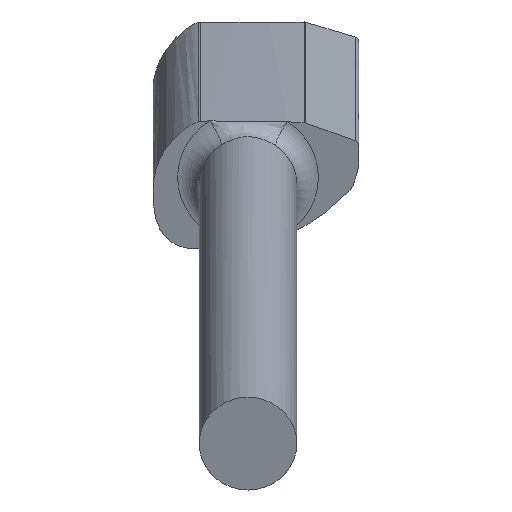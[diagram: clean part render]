
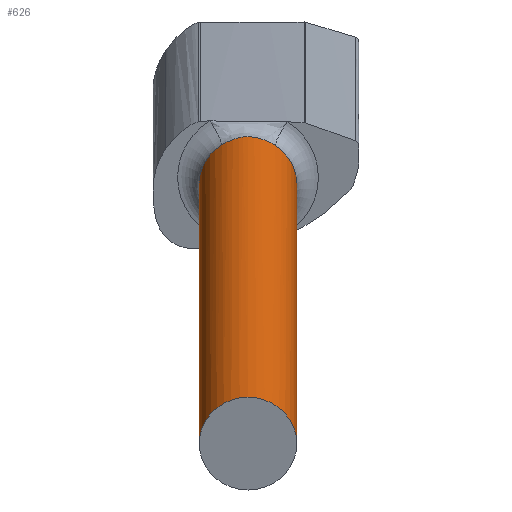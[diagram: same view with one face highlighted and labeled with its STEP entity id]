
A CAD part, top view. The second image highlights one B-rep face of the part: STEP entity #626.
In plain terms, the highlighted cylindrical face has radius 2.25 mm (diameter 4.5 mm), a full revolution.
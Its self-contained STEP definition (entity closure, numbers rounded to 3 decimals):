
#27=CYLINDRICAL_SURFACE('',#658,2.25);
#51=LINE('',#5508,#74);
#74=VECTOR('',#723,2.25);
#128=FACE_OUTER_BOUND('',#167,.T.);
#167=EDGE_LOOP('',(#564,#565,#566,#567,#568,#569,#570,#571));
#178=CIRCLE('',#659,2.25);
#179=CIRCLE('',#660,2.25);
#180=CIRCLE('',#661,2.25);
#242=B_SPLINE_CURVE_WITH_KNOTS('',3,(#5454,#5455,#5456,#5457,#5458,#5459,
#5460,#5461,#5462,#5463,#5464,#5465,#5466,#5467,#5468,#5469,#5470,#5471,
#5472),.UNSPECIFIED.,.F.,.F.,(4,3,3,3,3,3,4),(0.,0.,0.,
0.001,0.001,0.001,0.002),
 .UNSPECIFIED.);
#243=B_SPLINE_CURVE_WITH_KNOTS('',3,(#5476,#5477,#5478,#5479,#5480,#5481,
#5482,#5483,#5484,#5485,#5486,#5487,#5488,#5489,#5490,#5491,#5492,#5493,
#5494,#5495,#5496,#5497,#5498,#5499,#5500,#5501,#5502,#5503,#5504,#5505,
#5506),.UNSPECIFIED.,.F.,.F.,(4,3,3,3,3,3,3,3,3,3,4),(0.001,
0.001,0.001,0.002,0.002,
0.002,0.002,0.002,0.002,
0.002,0.003),.UNSPECIFIED.);
#244=B_SPLINE_CURVE_WITH_KNOTS('',3,(#5510,#5511,#5512,#5513,#5514,#5515,
#5516,#5517,#5518,#5519,#5520,#5521,#5522,#5523,#5524,#5525,#5526,#5527,
#5528,#5529,#5530,#5531,#5532,#5533,#5534,#5535,#5536,#5537,#5538,#5539,
#5540),.UNSPECIFIED.,.F.,.F.,(4,3,3,3,3,3,3,3,3,3,4),(0.,0.,
0.,0.001,0.001,0.001,
0.001,0.001,0.001,0.001,
0.001),.UNSPECIFIED.);
#299=VERTEX_POINT('',#5450);
#300=VERTEX_POINT('',#5451);
#301=VERTEX_POINT('',#5453);
#302=VERTEX_POINT('',#5473);
#303=VERTEX_POINT('',#5475);
#304=VERTEX_POINT('',#5507);
#389=EDGE_CURVE('',#299,#300,#178,.T.);
#390=EDGE_CURVE('',#301,#299,#242,.T.);
#391=EDGE_CURVE('',#302,#301,#179,.T.);
#392=EDGE_CURVE('',#303,#302,#243,.T.);
#393=EDGE_CURVE('',#303,#304,#51,.T.);
#394=EDGE_CURVE('',#304,#304,#180,.T.);
#395=EDGE_CURVE('',#300,#303,#244,.T.);
#564=ORIENTED_EDGE('',*,*,#389,.F.);
#565=ORIENTED_EDGE('',*,*,#390,.F.);
#566=ORIENTED_EDGE('',*,*,#391,.F.);
#567=ORIENTED_EDGE('',*,*,#392,.F.);
#568=ORIENTED_EDGE('',*,*,#393,.T.);
#569=ORIENTED_EDGE('',*,*,#394,.T.);
#570=ORIENTED_EDGE('',*,*,#393,.F.);
#571=ORIENTED_EDGE('',*,*,#395,.F.);
#626=ADVANCED_FACE('',(#128),#27,.T.);
#658=AXIS2_PLACEMENT_3D('',#5449,#717,#718);
#659=AXIS2_PLACEMENT_3D('',#5452,#719,#720);
#660=AXIS2_PLACEMENT_3D('',#5474,#721,#722);
#661=AXIS2_PLACEMENT_3D('',#5509,#724,#725);
#717=DIRECTION('center_axis',(0.,-0.309,
0.951));
#718=DIRECTION('ref_axis',(0.,-0.951,-0.309));
#719=DIRECTION('center_axis',(0.,0.309,-0.951));
#720=DIRECTION('ref_axis',(0.,-0.951,-0.309));
#721=DIRECTION('center_axis',(0.,0.309,-0.951));
#722=DIRECTION('ref_axis',(0.,-0.951,-0.309));
#723=DIRECTION('',(0.,-0.309,0.951));
#724=DIRECTION('center_axis',(0.,0.309,-0.951));
#725=DIRECTION('ref_axis',(0.,0.951,0.309));
#5449=CARTESIAN_POINT('Origin',(-1.25,-19.136,51.613));
#5450=CARTESIAN_POINT('',(-1.509,-9.21,13.831));
#5451=CARTESIAN_POINT('',(-2.466,-5.283,15.107));
#5452=CARTESIAN_POINT('Origin',(-1.25,-7.084,14.522));
#5453=CARTESIAN_POINT('',(-0.056,-8.898,13.932));
#5454=CARTESIAN_POINT('Ctrl Pts',(-0.056,-8.898,
13.932));
#5455=CARTESIAN_POINT('Ctrl Pts',(-0.157,-8.958,
13.913));
#5456=CARTESIAN_POINT('Ctrl Pts',(-0.262,-9.009,
13.893));
#5457=CARTESIAN_POINT('Ctrl Pts',(-0.37,-9.052,
13.876));
#5458=CARTESIAN_POINT('Ctrl Pts',(-0.378,-9.055,
13.874));
#5459=CARTESIAN_POINT('Ctrl Pts',(-0.386,-9.058,
13.873));
#5460=CARTESIAN_POINT('Ctrl Pts',(-0.393,-9.061,
13.872));
#5461=CARTESIAN_POINT('Ctrl Pts',(-0.51,-9.105,
13.854));
#5462=CARTESIAN_POINT('Ctrl Pts',(-0.631,-9.141,
13.84));
#5463=CARTESIAN_POINT('Ctrl Pts',(-0.755,-9.168,
13.831));
#5464=CARTESIAN_POINT('Ctrl Pts',(-0.755,-9.168,13.831));
#5465=CARTESIAN_POINT('Ctrl Pts',(-0.755,-9.168,13.831));
#5466=CARTESIAN_POINT('Ctrl Pts',(-0.755,-9.168,13.831));
#5467=CARTESIAN_POINT('Ctrl Pts',(-0.88,-9.194,
13.822));
#5468=CARTESIAN_POINT('Ctrl Pts',(-1.004,-9.211,13.819));
#5469=CARTESIAN_POINT('Ctrl Pts',(-1.13,-9.219,13.82));
#5470=CARTESIAN_POINT('Ctrl Pts',(-1.256,-9.226,13.821));
#5471=CARTESIAN_POINT('Ctrl Pts',(-1.382,-9.224,13.826));
#5472=CARTESIAN_POINT('Ctrl Pts',(-1.509,-9.21,13.831));
#5473=CARTESIAN_POINT('',(0.009,-5.311,15.098));
#5474=CARTESIAN_POINT('Origin',(-1.25,-7.084,14.522));
#5475=CARTESIAN_POINT('',(-1.25,-4.902,15.087));
#5476=CARTESIAN_POINT('Ctrl Pts',(-1.25,-4.902,15.087));
#5477=CARTESIAN_POINT('Ctrl Pts',(-1.241,-4.902,15.087));
#5478=CARTESIAN_POINT('Ctrl Pts',(-1.232,-4.902,15.087));
#5479=CARTESIAN_POINT('Ctrl Pts',(-1.222,-4.902,15.087));
#5480=CARTESIAN_POINT('Ctrl Pts',(-1.222,-4.902,15.087));
#5481=CARTESIAN_POINT('Ctrl Pts',(-1.222,-4.902,15.087));
#5482=CARTESIAN_POINT('Ctrl Pts',(-1.222,-4.902,15.087));
#5483=CARTESIAN_POINT('Ctrl Pts',(-1.137,-4.903,15.087));
#5484=CARTESIAN_POINT('Ctrl Pts',(-1.052,-4.91,15.089));
#5485=CARTESIAN_POINT('Ctrl Pts',(-0.969,-4.922,15.093));
#5486=CARTESIAN_POINT('Ctrl Pts',(-0.878,-4.936,
15.097));
#5487=CARTESIAN_POINT('Ctrl Pts',(-0.788,-4.955,
15.102));
#5488=CARTESIAN_POINT('Ctrl Pts',(-0.698,-4.981,
15.108));
#5489=CARTESIAN_POINT('Ctrl Pts',(-0.658,-4.993,
15.111));
#5490=CARTESIAN_POINT('Ctrl Pts',(-0.619,-5.005,
15.113));
#5491=CARTESIAN_POINT('Ctrl Pts',(-0.579,-5.019,
15.116));
#5492=CARTESIAN_POINT('Ctrl Pts',(-0.579,-5.019,15.116));
#5493=CARTESIAN_POINT('Ctrl Pts',(-0.579,-5.019,
15.116));
#5494=CARTESIAN_POINT('Ctrl Pts',(-0.579,-5.019,
15.116));
#5495=CARTESIAN_POINT('Ctrl Pts',(-0.507,-5.044,
15.12));
#5496=CARTESIAN_POINT('Ctrl Pts',(-0.437,-5.072,15.124));
#5497=CARTESIAN_POINT('Ctrl Pts',(-0.369,-5.103,
15.125));
#5498=CARTESIAN_POINT('Ctrl Pts',(-0.337,-5.118,
15.126));
#5499=CARTESIAN_POINT('Ctrl Pts',(-0.306,-5.133,
15.126));
#5500=CARTESIAN_POINT('Ctrl Pts',(-0.275,-5.148,
15.125));
#5501=CARTESIAN_POINT('Ctrl Pts',(-0.221,-5.175,
15.125));
#5502=CARTESIAN_POINT('Ctrl Pts',(-0.169,-5.204,
15.122));
#5503=CARTESIAN_POINT('Ctrl Pts',(-0.117,-5.234,
15.117));
#5504=CARTESIAN_POINT('Ctrl Pts',(-0.074,-5.258,
15.113));
#5505=CARTESIAN_POINT('Ctrl Pts',(-0.032,-5.284,
15.107));
#5506=CARTESIAN_POINT('Ctrl Pts',(0.009,-5.311,
15.098));
#5507=CARTESIAN_POINT('',(-1.25,-16.996,52.308));
#5508=CARTESIAN_POINT('',(-1.25,-16.996,52.308));
#5509=CARTESIAN_POINT('Origin',(-1.25,-19.136,51.613));
#5510=CARTESIAN_POINT('Ctrl Pts',(-2.466,-5.283,15.107));
#5511=CARTESIAN_POINT('Ctrl Pts',(-2.416,-5.253,15.117));
#5512=CARTESIAN_POINT('Ctrl Pts',(-2.365,-5.224,15.123));
#5513=CARTESIAN_POINT('Ctrl Pts',(-2.313,-5.196,15.127));
#5514=CARTESIAN_POINT('Ctrl Pts',(-2.269,-5.172,15.13));
#5515=CARTESIAN_POINT('Ctrl Pts',(-2.224,-5.149,15.132));
#5516=CARTESIAN_POINT('Ctrl Pts',(-2.178,-5.127,15.132));
#5517=CARTESIAN_POINT('Ctrl Pts',(-2.112,-5.096,15.133));
#5518=CARTESIAN_POINT('Ctrl Pts',(-2.045,-5.068,15.13));
#5519=CARTESIAN_POINT('Ctrl Pts',(-1.977,-5.042,15.127));
#5520=CARTESIAN_POINT('Ctrl Pts',(-1.942,-5.029,15.125));
#5521=CARTESIAN_POINT('Ctrl Pts',(-1.906,-5.016,15.123));
#5522=CARTESIAN_POINT('Ctrl Pts',(-1.87,-5.005,15.12));
#5523=CARTESIAN_POINT('Ctrl Pts',(-1.87,-5.004,15.12));
#5524=CARTESIAN_POINT('Ctrl Pts',(-1.87,-5.004,15.12));
#5525=CARTESIAN_POINT('Ctrl Pts',(-1.87,-5.004,15.12));
#5526=CARTESIAN_POINT('Ctrl Pts',(-1.792,-4.979,15.115));
#5527=CARTESIAN_POINT('Ctrl Pts',(-1.714,-4.958,15.109));
#5528=CARTESIAN_POINT('Ctrl Pts',(-1.635,-4.942,15.104));
#5529=CARTESIAN_POINT('Ctrl Pts',(-1.607,-4.937,15.102));
#5530=CARTESIAN_POINT('Ctrl Pts',(-1.579,-4.931,15.1));
#5531=CARTESIAN_POINT('Ctrl Pts',(-1.551,-4.927,15.098));
#5532=CARTESIAN_POINT('Ctrl Pts',(-1.551,-4.927,15.098));
#5533=CARTESIAN_POINT('Ctrl Pts',(-1.551,-4.927,15.098));
#5534=CARTESIAN_POINT('Ctrl Pts',(-1.551,-4.927,15.098));
#5535=CARTESIAN_POINT('Ctrl Pts',(-1.487,-4.917,15.094));
#5536=CARTESIAN_POINT('Ctrl Pts',(-1.422,-4.909,15.091));
#5537=CARTESIAN_POINT('Ctrl Pts',(-1.357,-4.906,15.089));
#5538=CARTESIAN_POINT('Ctrl Pts',(-1.322,-4.903,15.088));
#5539=CARTESIAN_POINT('Ctrl Pts',(-1.286,-4.902,15.088));
#5540=CARTESIAN_POINT('Ctrl Pts',(-1.25,-4.902,15.087));
